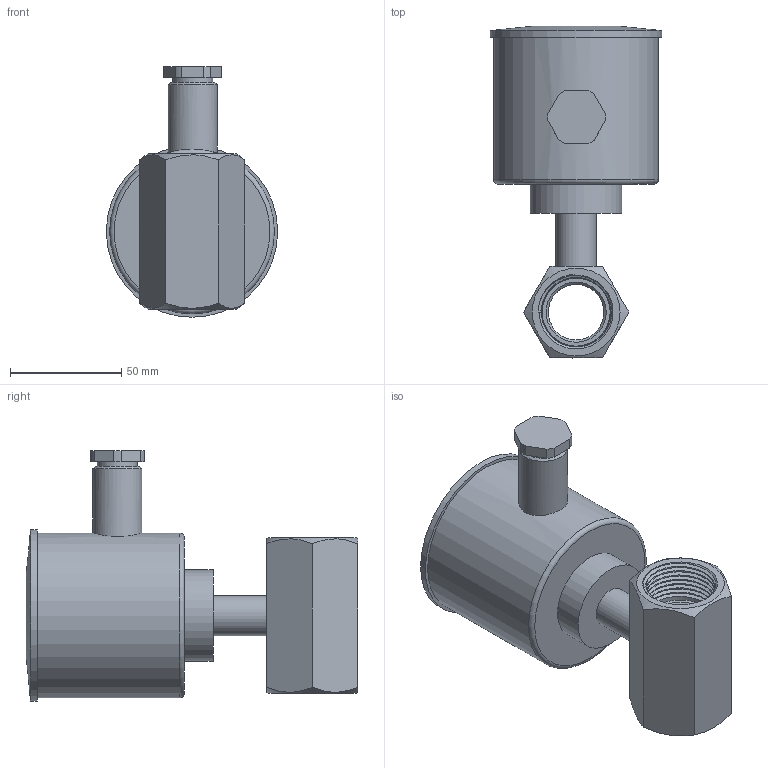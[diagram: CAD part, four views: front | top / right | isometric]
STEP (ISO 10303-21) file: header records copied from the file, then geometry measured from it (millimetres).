
FILE_DESCRIPTION(/* description */ (''),/* implementation_level */ '2;1');
FILE_NAME(/* name */ 'FC350-025RKA.stp',/* time_stamp */ '2023-03-22T15:52:52+08:00',/* author */ (''),/* organization */ (''),/* preprocessor_version */ 'ST-DEVELOPER v16',/* originating_system */ 'SIEMENS PLM Software NX 10.0',/* authorisation */ '');
FILE_SCHEMA (('CONFIG_CONTROL_DESIGN'));
Length unit declared in the file: millimetre
Products named in the file (1): FC350-DN25-R1
Bounding box: 77 x 149 x 112.5 mm (x, y, z)
Volume: 396363.8 mm3; surface area: 52835.2 mm2
Topology: 2 solids, 2 shells, 64 faces, 153 edges, 102 vertices
Faces by surface type: plane 30, cylinder 15, cone 12, bspline 6, torus 1
Full cylindrical faces by diameter (mm): 11 x1, 16 x1, 18 x2, 22 x1, 25 x1, 41 x1, 74 x1, 77 x1
Entity records: 6706 total; most frequent: CARTESIAN_POINT 5313, ORIENTED_EDGE 254, DIRECTION 246, EDGE_CURVE 127, AXIS2_PLACEMENT_3D 102, VERTEX_POINT 93, EDGE_LOOP 92, ADVANCED_FACE 64
